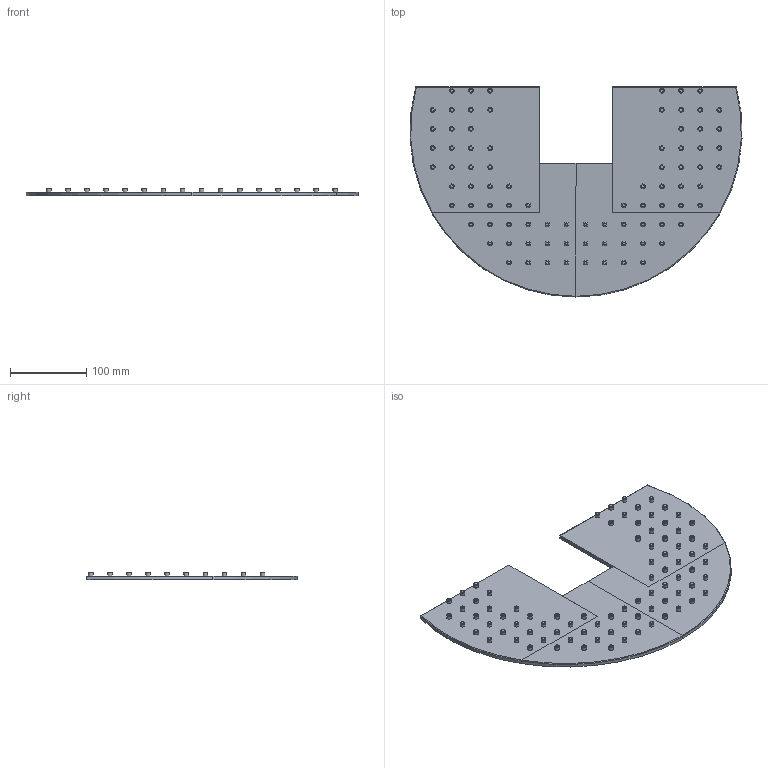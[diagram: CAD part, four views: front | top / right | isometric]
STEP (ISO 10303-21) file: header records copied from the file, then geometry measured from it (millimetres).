
FILE_DESCRIPTION(/* description */ (''),/* implementation_level */ '2;1');
FILE_NAME(/* name */ 'Platform2 v2.step',/* time_stamp */ '2023-11-17T15:02:03+01:00',/* author */ (''),/* organization */ (''),/* preprocessor_version */ 'ST-DEVELOPER v20',/* originating_system */ 'Autodesk Translation Framework v12.14.0.127',/* authorisation */ '');
FILE_SCHEMA (('AUTOMOTIVE_DESIGN { 1 0 10303 214 3 1 1 }'));
Length unit declared in the file: millimetre
Products named in the file (5): Platform2; Component1; Component2; Component3; Component4
Assembly tree (4 placements, depth 2):
  Platform2
    Component1
    Component2
    Component3
    Component4
Bounding box: 434.54 x 275 x 10 mm (x, y, z)
Volume: 458950.9 mm3; surface area: 198774.6 mm2
Topology: 4 solids, 4 shells, 287 faces, 495 edges, 301 vertices
Faces by surface type: plane 107, cylinder 91, torus 89
Full cylindrical faces by diameter (mm): 6 x85
Entity records: 7108 total; most frequent: DIRECTION 1437, CARTESIAN_POINT 1154, ORIENTED_EDGE 990, AXIS2_PLACEMENT_3D 652, EDGE_CURVE 495, EDGE_LOOP 372, CIRCLE 356, VERTEX_POINT 301
